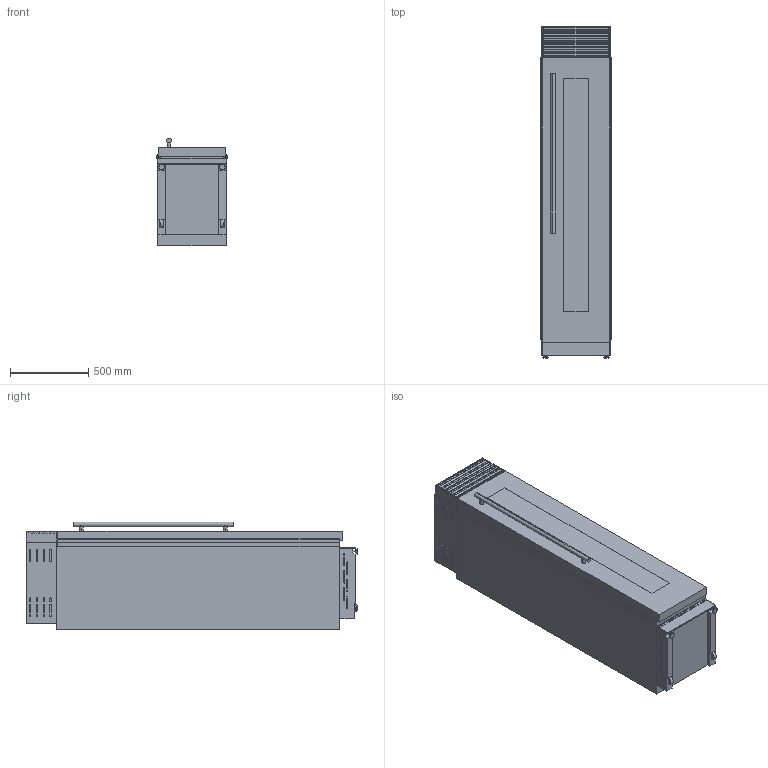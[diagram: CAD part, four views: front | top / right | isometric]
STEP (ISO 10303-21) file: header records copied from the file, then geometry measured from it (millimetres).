
FILE_DESCRIPTION (( 'STEP AP214' ), '1' );
FILE_NAME ('XS_449_0F_W_6.STEP', '2020-12-11T09:09:17', ( '' ), ( '' ), 'SwSTEP 2.0', 'SolidWorks 2017', '' );
FILE_SCHEMA (( 'AUTOMOTIVE_DESIGN' ));
Length unit declared in the file: millimetre
Products named in the file (1): XS_449_0F_W_6
Bounding box: 449 x 2120 x 688 mm (x, y, z)
Volume: 548401921.9 mm3; surface area: 8123293.9 mm2
Topology: 7 solids, 7 shells, 515 faces, 1356 edges, 892 vertices
Faces by surface type: plane 315, cylinder 184, torus 12, cone 4
Entity records: 17875 total; most frequent: CARTESIAN_POINT 2972, DIRECTION 2772, ORIENTED_EDGE 2712, EDGE_CURVE 1356, LINE 956, VECTOR 956, AXIS2_PLACEMENT_3D 908, VERTEX_POINT 892
